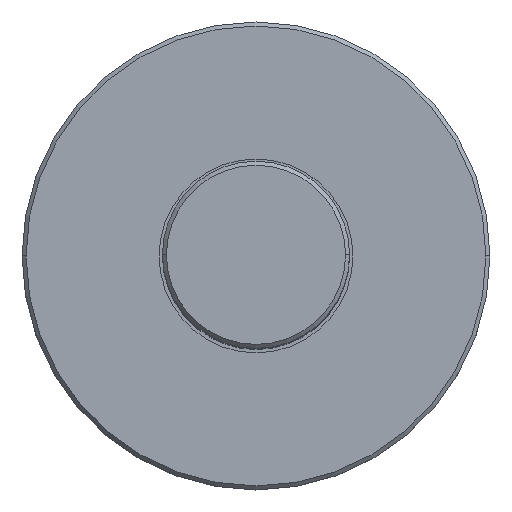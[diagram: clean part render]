
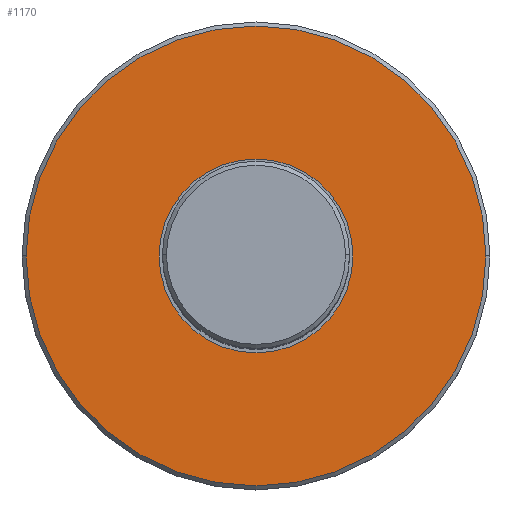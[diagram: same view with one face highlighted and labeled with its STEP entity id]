
A CAD part, top view. The second image highlights one B-rep face of the part: STEP entity #1170.
In plain terms, the highlighted planar face has unit normal (0, 0, 1).
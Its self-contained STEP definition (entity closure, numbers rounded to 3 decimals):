
#820=CARTESIAN_POINT('',(0.,0.,3.));
#830=DIRECTION('',(0.,0.,1.));
#840=DIRECTION('',(1.,0.,0.));
#850=AXIS2_PLACEMENT_3D('',#820,#830,#840);
#860=PLANE('',#850);
#870=CARTESIAN_POINT('',(0.,0.,3.));
#880=DIRECTION('',(0.,0.,1.));
#890=DIRECTION('',(1.,0.,0.));
#900=AXIS2_PLACEMENT_3D('',#870,#880,#890);
#910=CIRCLE('',#900,7.25);
#920=CARTESIAN_POINT('',(7.25,0.,3.));
#930=VERTEX_POINT('',#920);
#940=CARTESIAN_POINT('',(-7.25,0.,3.));
#950=VERTEX_POINT('',#940);
#960=EDGE_CURVE('',#930,#950,#910,.T.);
#970=ORIENTED_EDGE('',*,*,#960,.F.);
#980=EDGE_CURVE('',#950,#930,#910,.T.);
#990=ORIENTED_EDGE('',*,*,#980,.F.);
#1000=EDGE_LOOP('',(#990,#970));
#1010=FACE_BOUND('',#1000,.T.);
#1020=CARTESIAN_POINT('',(0.,0.,3.));
#1030=DIRECTION('',(0.,0.,1.));
#1040=DIRECTION('',(1.,0.,0.));
#1050=AXIS2_PLACEMENT_3D('',#1020,#1030,#1040);
#1060=CIRCLE('',#1050,17.2);
#1070=CARTESIAN_POINT('',(17.2,0.,3.));
#1080=VERTEX_POINT('',#1070);
#1090=CARTESIAN_POINT('',(-17.2,0.,3.));
#1100=VERTEX_POINT('',#1090);
#1110=EDGE_CURVE('',#1080,#1100,#1060,.T.);
#1120=ORIENTED_EDGE('',*,*,#1110,.T.);
#1130=EDGE_CURVE('',#1100,#1080,#1060,.T.);
#1140=ORIENTED_EDGE('',*,*,#1130,.T.);
#1150=EDGE_LOOP('',(#1140,#1120));
#1160=FACE_OUTER_BOUND('',#1150,.T.);
#1170=ADVANCED_FACE('',(#1010,#1160),#860,.T.);
